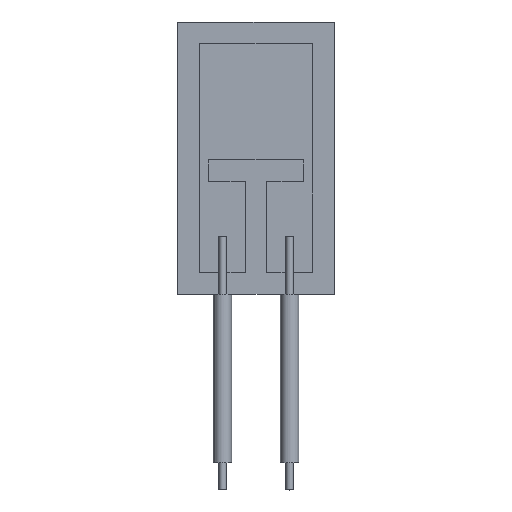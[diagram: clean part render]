
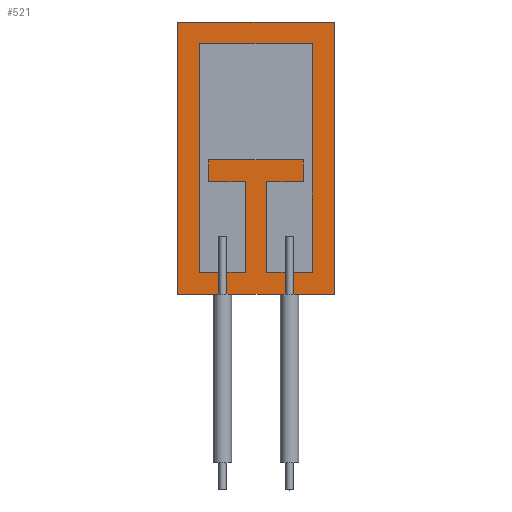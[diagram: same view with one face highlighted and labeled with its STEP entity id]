
A CAD part, top view. The second image highlights one B-rep face of the part: STEP entity #521.
In plain terms, the highlighted planar face has unit normal (0, 0, 1).
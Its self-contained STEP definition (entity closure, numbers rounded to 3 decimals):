
#51=FACE_OUTER_BOUND('',#86,.T.);
#86=EDGE_LOOP('',(#366,#367,#368,#369));
#121=LINE('',#775,#178);
#125=LINE('',#783,#182);
#128=LINE('',#789,#185);
#131=LINE('',#794,#188);
#178=VECTOR('',#622,10.);
#182=VECTOR('',#628,10.);
#185=VECTOR('',#633,10.);
#188=VECTOR('',#638,10.);
#235=VERTEX_POINT('',#773);
#236=VERTEX_POINT('',#774);
#239=VERTEX_POINT('',#782);
#241=VERTEX_POINT('',#788);
#281=EDGE_CURVE('',#235,#236,#121,.T.);
#285=EDGE_CURVE('',#239,#235,#125,.T.);
#288=EDGE_CURVE('',#241,#239,#128,.T.);
#291=EDGE_CURVE('',#236,#241,#131,.T.);
#366=ORIENTED_EDGE('',*,*,#291,.F.);
#367=ORIENTED_EDGE('',*,*,#281,.F.);
#368=ORIENTED_EDGE('',*,*,#285,.F.);
#369=ORIENTED_EDGE('',*,*,#288,.F.);
#492=PLANE('',#575);
#521=ADVANCED_FACE('',(#51),#492,.T.);
#575=AXIS2_PLACEMENT_3D('',#796,#640,#641);
#622=DIRECTION('',(0.,1.,0.));
#628=DIRECTION('',(-1.,0.,0.));
#633=DIRECTION('',(0.,-1.,0.));
#638=DIRECTION('',(1.,0.,0.));
#640=DIRECTION('center_axis',(0.,0.,1.));
#641=DIRECTION('ref_axis',(1.,0.,0.));
#773=CARTESIAN_POINT('',(-2.15,-3.75,0.));
#774=CARTESIAN_POINT('',(-2.15,3.75,0.));
#775=CARTESIAN_POINT('',(-2.15,-3.75,0.));
#782=CARTESIAN_POINT('',(2.15,-3.75,0.));
#783=CARTESIAN_POINT('',(2.15,-3.75,0.));
#788=CARTESIAN_POINT('',(2.15,3.75,0.));
#789=CARTESIAN_POINT('',(2.15,3.75,0.));
#794=CARTESIAN_POINT('',(-2.15,3.75,0.));
#796=CARTESIAN_POINT('Origin',(0.,0.,
0.));
